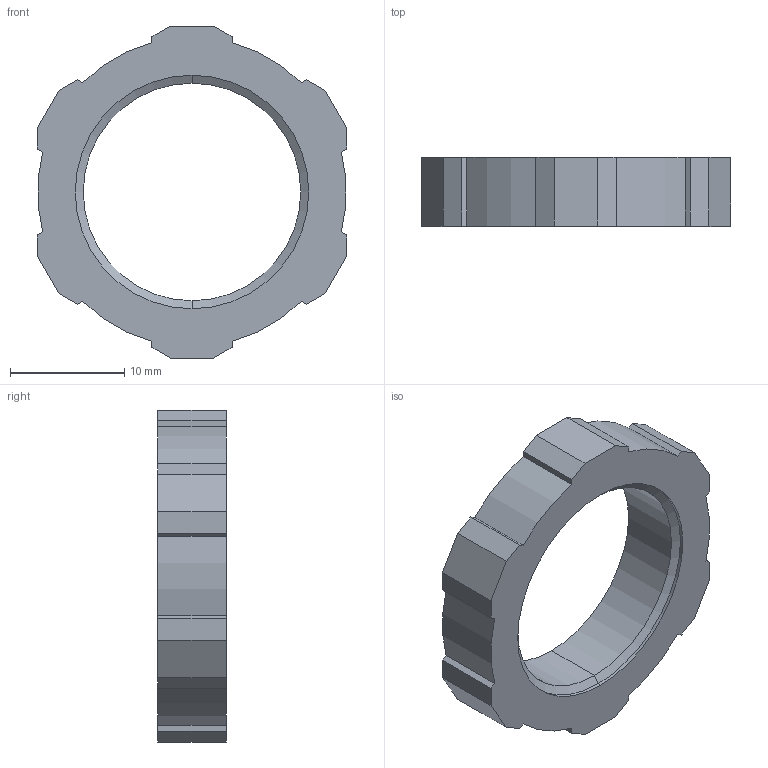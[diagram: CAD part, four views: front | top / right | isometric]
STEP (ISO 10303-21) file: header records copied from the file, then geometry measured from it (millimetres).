
FILE_DESCRIPTION (( 'STEP AP214' ), '1' );
FILE_NAME ('2048132.stp', '2016-08-23T06:06:55', ( '' ), ( '' ), 'SwSTEP 2.0', 'SolidWorks 2014', '' );
FILE_SCHEMA (( 'AUTOMOTIVE_DESIGN' ));
Length unit declared in the file: millimetre
Products named in the file (1): 2048132
Bounding box: 27 x 6 x 29 mm (x, y, z)
Volume: 1948.8 mm3; surface area: 1561 mm2
Topology: 1 solids, 1 shells, 44 faces, 122 edges, 80 vertices
Faces by surface type: plane 32, cylinder 10, cone 2
Entity records: 1432 total; most frequent: CARTESIAN_POINT 247, ORIENTED_EDGE 244, DIRECTION 232, EDGE_CURVE 122, VECTOR 102, LINE 102, VERTEX_POINT 80, AXIS2_PLACEMENT_3D 65
